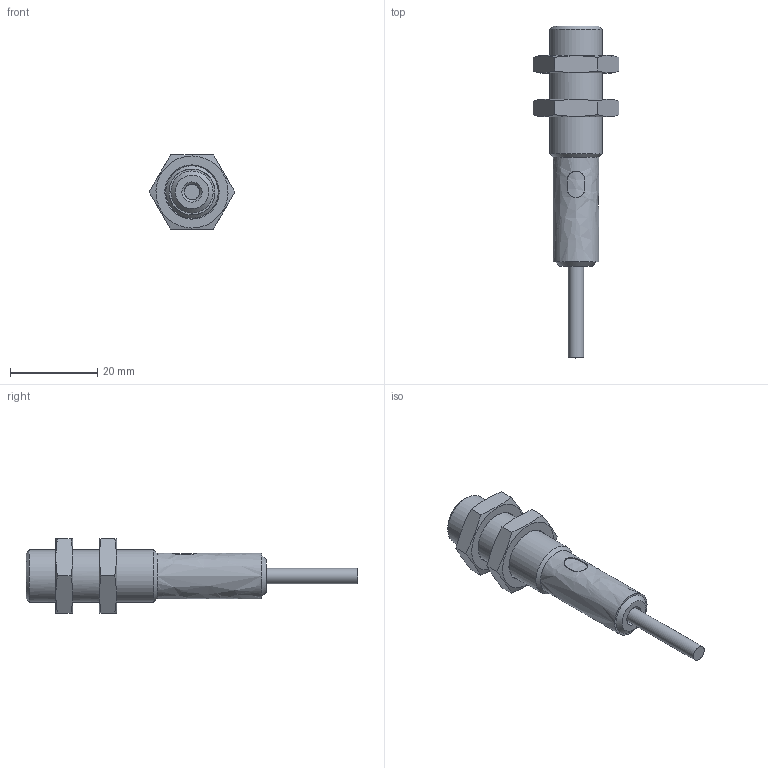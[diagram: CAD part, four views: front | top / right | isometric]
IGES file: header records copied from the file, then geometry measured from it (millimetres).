
Global section: file name: KDCT 12 V04 G3-4; native system: Autodesk Inventor 2015; preprocessor: unknown; author: lck; date: 20150721.112725; units: millimetre
Bounding box: 19.63 x 76 x 17.02 mm (x, y, z)
Volume: 6783.1 mm3; surface area: 3481.9 mm2
Topology: 1 solids, 1 shells, 49 faces, 114 edges, 77 vertices
Faces by surface type: bspline 49
